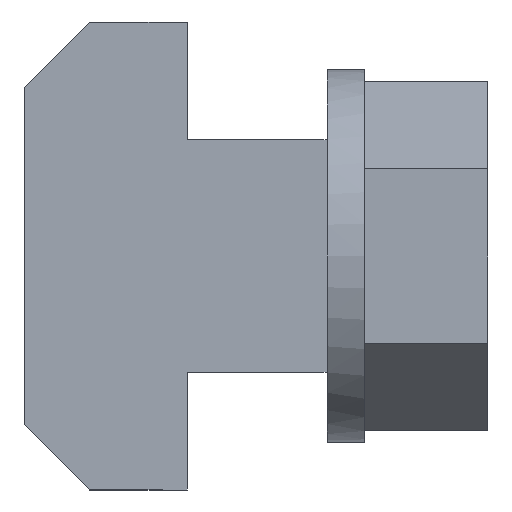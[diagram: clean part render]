
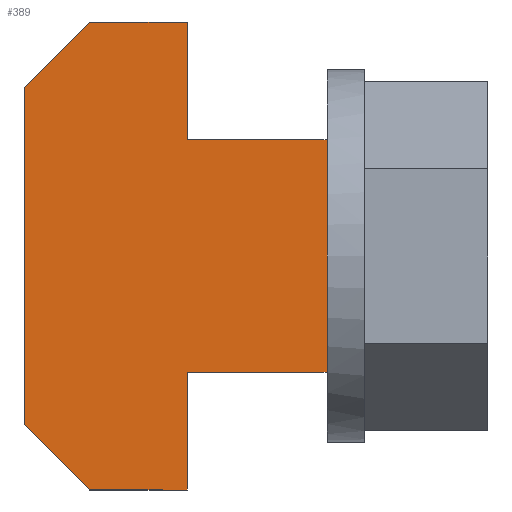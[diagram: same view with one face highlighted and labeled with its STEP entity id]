
A CAD part, front view. The second image highlights one B-rep face of the part: STEP entity #389.
In plain terms, the highlighted planar face has unit normal (0, -1, 0).
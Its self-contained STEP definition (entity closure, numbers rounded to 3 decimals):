
#2 = CARTESIAN_POINT ( 'NONE',  ( -10.2, -90., 10.05 ) ) ;
#7 = EDGE_LOOP ( 'NONE', ( #2060, #284, #2146, #870, #1999, #1432, #430, #535, #1520, #2128 ) ) ;
#14 = VECTOR ( 'NONE', #966, 1000. ) ;
#25 = DIRECTION ( 'NONE',  ( 0., 0., -1. ) ) ;
#102 = CARTESIAN_POINT ( 'NONE',  ( -6., -90., 5. ) ) ;
#105 = VERTEX_POINT ( 'NONE', #163 ) ;
#156 = VERTEX_POINT ( 'NONE', #1426 ) ;
#159 = DIRECTION ( 'NONE',  ( 0.707, 0., 0.707 ) ) ;
#163 = CARTESIAN_POINT ( 'NONE',  ( 0., -90., -5. ) ) ;
#186 = VERTEX_POINT ( 'NONE', #598 ) ;
#187 = CARTESIAN_POINT ( 'NONE',  ( -13., -90., -7.25 ) ) ;
#203 = AXIS2_PLACEMENT_3D ( 'NONE', #722, #1270, #402 ) ;
#222 = CARTESIAN_POINT ( 'NONE',  ( -7.073, -90., -10.05 ) ) ;
#269 = FACE_OUTER_BOUND ( 'NONE', #7, .T. ) ;
#284 = ORIENTED_EDGE ( 'NONE', *, *, #1793, .F. ) ;
#298 = LINE ( 'NONE', #2, #2074 ) ;
#361 = LINE ( 'NONE', #2009, #14 ) ;
#389 = ADVANCED_FACE ( 'NONE', ( #269 ), #1425, .F. ) ;
#392 = VERTEX_POINT ( 'NONE', #1963 ) ;
#402 = DIRECTION ( 'NONE',  ( 0., 0., 1. ) ) ;
#425 = EDGE_CURVE ( 'NONE', #1903, #156, #1882, .T. ) ;
#430 = ORIENTED_EDGE ( 'NONE', *, *, #425, .F. ) ;
#431 = VERTEX_POINT ( 'NONE', #1290 ) ;
#438 = EDGE_CURVE ( 'NONE', #105, #1118, #361, .T. ) ;
#439 = VECTOR ( 'NONE', #978, 1000. ) ;
#495 = VECTOR ( 'NONE', #1252, 1000. ) ;
#501 = VERTEX_POINT ( 'NONE', #102 ) ;
#510 = CARTESIAN_POINT ( 'NONE',  ( -6., -90., 0. ) ) ;
#535 = ORIENTED_EDGE ( 'NONE', *, *, #952, .F. ) ;
#556 = CARTESIAN_POINT ( 'NONE',  ( -6., -90., -5. ) ) ;
#581 = EDGE_CURVE ( 'NONE', #392, #105, #1240, .T. ) ;
#598 = CARTESIAN_POINT ( 'NONE',  ( -10.2, -90., 10.05 ) ) ;
#706 = CARTESIAN_POINT ( 'NONE',  ( -6., -90., 0. ) ) ;
#722 = CARTESIAN_POINT ( 'NONE',  ( -7.073, -90., 0. ) ) ;
#726 = CARTESIAN_POINT ( 'NONE',  ( 0., -90., 0. ) ) ;
#744 = DIRECTION ( 'NONE',  ( -1., 0., 0. ) ) ;
#766 = VECTOR ( 'NONE', #744, 1000. ) ;
#837 = DIRECTION ( 'NONE',  ( 1., 0., 0. ) ) ;
#870 = ORIENTED_EDGE ( 'NONE', *, *, #1777, .F. ) ;
#886 = DIRECTION ( 'NONE',  ( 0., 0., 1. ) ) ;
#919 = CARTESIAN_POINT ( 'NONE',  ( -6., -90., 10.05 ) ) ;
#952 = EDGE_CURVE ( 'NONE', #1118, #1903, #1209, .T. ) ;
#966 = DIRECTION ( 'NONE',  ( -1., 0., 0. ) ) ;
#978 = DIRECTION ( 'NONE',  ( 1., 0., 0. ) ) ;
#1053 = VERTEX_POINT ( 'NONE', #919 ) ;
#1118 = VERTEX_POINT ( 'NONE', #556 ) ;
#1162 = VECTOR ( 'NONE', #1767, 1000. ) ;
#1194 = LINE ( 'NONE', #1202, #1729 ) ;
#1202 = CARTESIAN_POINT ( 'NONE',  ( -13., -90., 7.25 ) ) ;
#1209 = LINE ( 'NONE', #706, #1714 ) ;
#1222 = CARTESIAN_POINT ( 'NONE',  ( -10.2, -90., -10.05 ) ) ;
#1240 = LINE ( 'NONE', #726, #1344 ) ;
#1252 = DIRECTION ( 'NONE',  ( -0.707, 0., 0.707 ) ) ;
#1270 = DIRECTION ( 'NONE',  ( 0., 1., 0. ) ) ;
#1290 = CARTESIAN_POINT ( 'NONE',  ( -13., -90., 7.25 ) ) ;
#1344 = VECTOR ( 'NONE', #1599, 1000. ) ;
#1397 = EDGE_CURVE ( 'NONE', #186, #1053, #1431, .T. ) ;
#1425 = PLANE ( 'NONE',  #203 ) ;
#1426 = CARTESIAN_POINT ( 'NONE',  ( -10.2, -90., -10.05 ) ) ;
#1431 = LINE ( 'NONE', #2010, #439 ) ;
#1432 = ORIENTED_EDGE ( 'NONE', *, *, #1810, .F. ) ;
#1520 = ORIENTED_EDGE ( 'NONE', *, *, #438, .F. ) ;
#1599 = DIRECTION ( 'NONE',  ( 0., 0., -1. ) ) ;
#1616 = LINE ( 'NONE', #1222, #495 ) ;
#1696 = LINE ( 'NONE', #510, #1162 ) ;
#1714 = VECTOR ( 'NONE', #25, 1000. ) ;
#1729 = VECTOR ( 'NONE', #886, 1000. ) ;
#1732 = EDGE_CURVE ( 'NONE', #1799, #431, #1194, .T. ) ;
#1742 = CARTESIAN_POINT ( 'NONE',  ( -6., -90., -10.05 ) ) ;
#1767 = DIRECTION ( 'NONE',  ( 0., 0., -1. ) ) ;
#1777 = EDGE_CURVE ( 'NONE', #431, #186, #298, .T. ) ;
#1786 = LINE ( 'NONE', #2235, #2188 ) ;
#1793 = EDGE_CURVE ( 'NONE', #1053, #501, #1696, .T. ) ;
#1799 = VERTEX_POINT ( 'NONE', #187 ) ;
#1810 = EDGE_CURVE ( 'NONE', #156, #1799, #1616, .T. ) ;
#1882 = LINE ( 'NONE', #222, #766 ) ;
#1903 = VERTEX_POINT ( 'NONE', #1742 ) ;
#1928 = EDGE_CURVE ( 'NONE', #501, #392, #1786, .T. ) ;
#1963 = CARTESIAN_POINT ( 'NONE',  ( 0., -90., 5. ) ) ;
#1999 = ORIENTED_EDGE ( 'NONE', *, *, #1732, .F. ) ;
#2009 = CARTESIAN_POINT ( 'NONE',  ( -7.073, -90., -5. ) ) ;
#2010 = CARTESIAN_POINT ( 'NONE',  ( -7.073, -90., 10.05 ) ) ;
#2060 = ORIENTED_EDGE ( 'NONE', *, *, #1928, .F. ) ;
#2074 = VECTOR ( 'NONE', #159, 1000. ) ;
#2128 = ORIENTED_EDGE ( 'NONE', *, *, #581, .F. ) ;
#2146 = ORIENTED_EDGE ( 'NONE', *, *, #1397, .F. ) ;
#2188 = VECTOR ( 'NONE', #837, 1000. ) ;
#2235 = CARTESIAN_POINT ( 'NONE',  ( -7.073, -90., 5. ) ) ;
